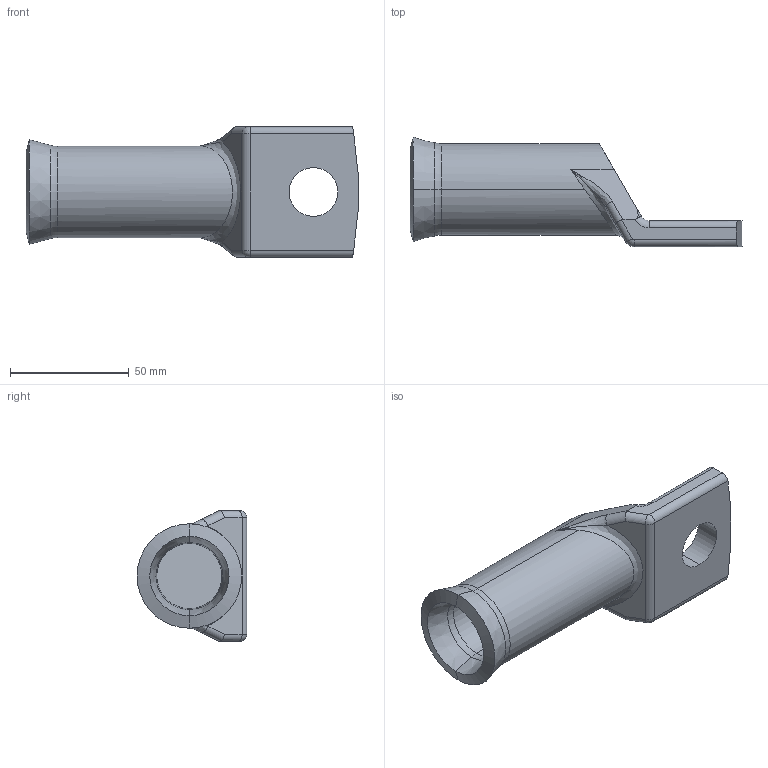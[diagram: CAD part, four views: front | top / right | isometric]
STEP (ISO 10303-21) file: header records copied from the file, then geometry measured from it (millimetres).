
FILE_DESCRIPTION (( 'STEP AP203' ), '1' );
FILE_NAME ('400 mm² DIN NORM BAKIR SKP M20.STEP', '2025-07-18T07:19:29', ( '' ), ( '' ), 'SwSTEP 2.0', 'SolidWorks 2023', '' );
FILE_SCHEMA (( 'CONFIG_CONTROL_DESIGN' ));
Length unit declared in the file: millimetre
Products named in the file (1): 400 mm² DIN NORM BAKIR SKP M20
Bounding box: 139.78 x 46.2 x 55 mm (x, y, z)
Volume: 87785.4 mm3; surface area: 27053.9 mm2
Topology: 1 solids, 1 shells, 47 faces, 113 edges, 66 vertices
Faces by surface type: cylinder 21, plane 9, torus 8, cone 6, bspline 3
Entity records: 1697 total; most frequent: CARTESIAN_POINT 583, ORIENTED_EDGE 222, DIRECTION 218, EDGE_CURVE 111, AXIS2_PLACEMENT_3D 87, VERTEX_POINT 66, EDGE_LOOP 49, FACE_OUTER_BOUND 47
